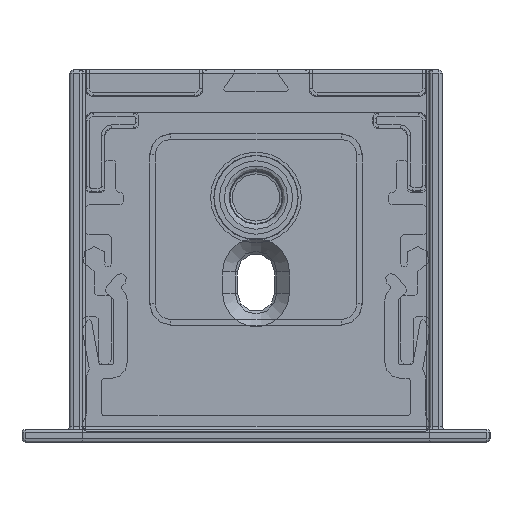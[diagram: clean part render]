
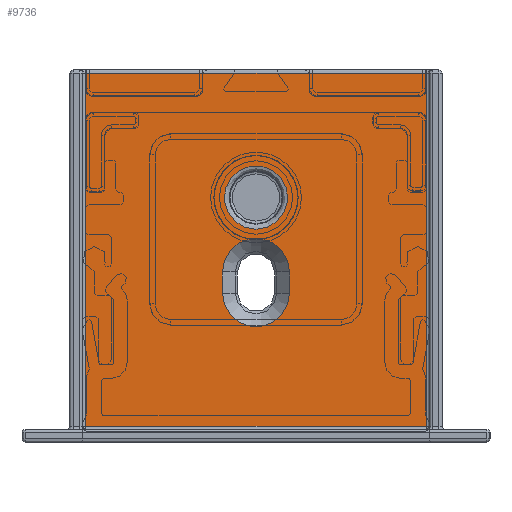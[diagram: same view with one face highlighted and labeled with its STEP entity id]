
A CAD part, front view. The second image highlights one B-rep face of the part: STEP entity #9736.
In plain terms, the highlighted planar face has unit normal (0, -1, 0).
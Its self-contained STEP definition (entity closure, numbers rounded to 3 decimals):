
#143=FACE_BOUND('',#1281,.T.);
#144=FACE_BOUND('',#1282,.T.);
#237=PLANE('',#10542);
#690=FACE_OUTER_BOUND('',#1280,.T.);
#1280=EDGE_LOOP('',(#7379,#7380,#7381,#7382));
#1281=EDGE_LOOP('',(#7383));
#1282=EDGE_LOOP('',(#7384,#7385,#7386,#7387));
#1999=LINE('',#16198,#2805);
#2002=LINE('',#16206,#2808);
#2004=LINE('',#16212,#2810);
#2005=LINE('',#16214,#2811);
#2006=LINE('',#16216,#2812);
#2007=LINE('',#16217,#2813);
#2805=VECTOR('',#12449,10.);
#2808=VECTOR('',#12460,10.);
#2810=VECTOR('',#12466,10.);
#2811=VECTOR('',#12467,10.);
#2812=VECTOR('',#12468,10.);
#2813=VECTOR('',#12469,10.);
#3484=CIRCLE('',#10535,3.15);
#3485=CIRCLE('',#10538,3.15);
#3487=CIRCLE('',#10543,2.984);
#4209=VERTEX_POINT('',#16189);
#4210=VERTEX_POINT('',#16191);
#4212=VERTEX_POINT('',#16196);
#4213=VERTEX_POINT('',#16201);
#4214=VERTEX_POINT('',#16210);
#4215=VERTEX_POINT('',#16211);
#4216=VERTEX_POINT('',#16213);
#4217=VERTEX_POINT('',#16215);
#4218=VERTEX_POINT('',#16218);
#5334=EDGE_CURVE('',#4209,#4210,#3484,.T.);
#5337=EDGE_CURVE('',#4212,#4209,#1999,.T.);
#5340=EDGE_CURVE('',#4213,#4212,#3485,.T.);
#5342=EDGE_CURVE('',#4210,#4213,#2002,.T.);
#5344=EDGE_CURVE('',#4214,#4215,#2004,.T.);
#5345=EDGE_CURVE('',#4216,#4214,#2005,.T.);
#5346=EDGE_CURVE('',#4217,#4216,#2006,.T.);
#5347=EDGE_CURVE('',#4215,#4217,#2007,.T.);
#5348=EDGE_CURVE('',#4218,#4218,#3487,.T.);
#7379=ORIENTED_EDGE('',*,*,#5344,.F.);
#7380=ORIENTED_EDGE('',*,*,#5345,.F.);
#7381=ORIENTED_EDGE('',*,*,#5346,.F.);
#7382=ORIENTED_EDGE('',*,*,#5347,.F.);
#7383=ORIENTED_EDGE('',*,*,#5348,.F.);
#7384=ORIENTED_EDGE('',*,*,#5334,.F.);
#7385=ORIENTED_EDGE('',*,*,#5337,.F.);
#7386=ORIENTED_EDGE('',*,*,#5340,.F.);
#7387=ORIENTED_EDGE('',*,*,#5342,.F.);
#9736=ADVANCED_FACE('',(#690,#143,#144),#237,.F.);
#10535=AXIS2_PLACEMENT_3D('',#16192,#12443,#12444);
#10538=AXIS2_PLACEMENT_3D('',#16203,#12454,#12455);
#10542=AXIS2_PLACEMENT_3D('',#16209,#12464,#12465);
#10543=AXIS2_PLACEMENT_3D('',#16219,#12470,#12471);
#12443=DIRECTION('center_axis',(0.,-1.,0.));
#12444=DIRECTION('ref_axis',(-1.,0.,0.));
#12449=DIRECTION('',(0.,0.,1.));
#12454=DIRECTION('center_axis',(0.,-1.,0.));
#12455=DIRECTION('ref_axis',(1.,0.,0.));
#12460=DIRECTION('',(0.,0.,-1.));
#12464=DIRECTION('center_axis',(0.,1.,0.));
#12465=DIRECTION('ref_axis',(0.,0.,
1.));
#12466=DIRECTION('',(1.,0.,0.));
#12467=DIRECTION('',(0.,0.,1.));
#12468=DIRECTION('',(-1.,0.,0.));
#12469=DIRECTION('',(0.,0.,-1.));
#12470=DIRECTION('center_axis',(0.,-1.,0.));
#12471=DIRECTION('ref_axis',(0.,0.,
1.));
#16189=CARTESIAN_POINT('',(3.15,-1406.8,-19.));
#16191=CARTESIAN_POINT('',(-3.15,-1406.8,-19.));
#16192=CARTESIAN_POINT('Origin',(0.,-1406.8,
-19.));
#16196=CARTESIAN_POINT('',(3.15,-1406.8,-21.));
#16198=CARTESIAN_POINT('',(3.15,-1406.8,-19.25));
#16201=CARTESIAN_POINT('',(-3.15,-1406.8,-21.));
#16203=CARTESIAN_POINT('Origin',(0.,-1406.8,
-21.));
#16206=CARTESIAN_POINT('',(-3.15,-1406.8,-18.25));
#16209=CARTESIAN_POINT('Origin',(0.,-1406.8,
-17.5));
#16210=CARTESIAN_POINT('',(-16.,-1406.8,-0.3));
#16211=CARTESIAN_POINT('',(16.,-1406.8,-0.3));
#16212=CARTESIAN_POINT('',(-8.75,-1406.8,-0.3));
#16213=CARTESIAN_POINT('',(-16.,-1406.8,-33.5));
#16214=CARTESIAN_POINT('',(-16.,-1406.8,-25.65));
#16215=CARTESIAN_POINT('',(16.,-1406.8,-33.5));
#16216=CARTESIAN_POINT('',(8.15,-1406.8,-33.5));
#16217=CARTESIAN_POINT('',(16.,-1406.8,-8.75));
#16218=CARTESIAN_POINT('',(0.,-1406.8,-14.984));
#16219=CARTESIAN_POINT('Origin',(0.,-1406.8,
-12.));
